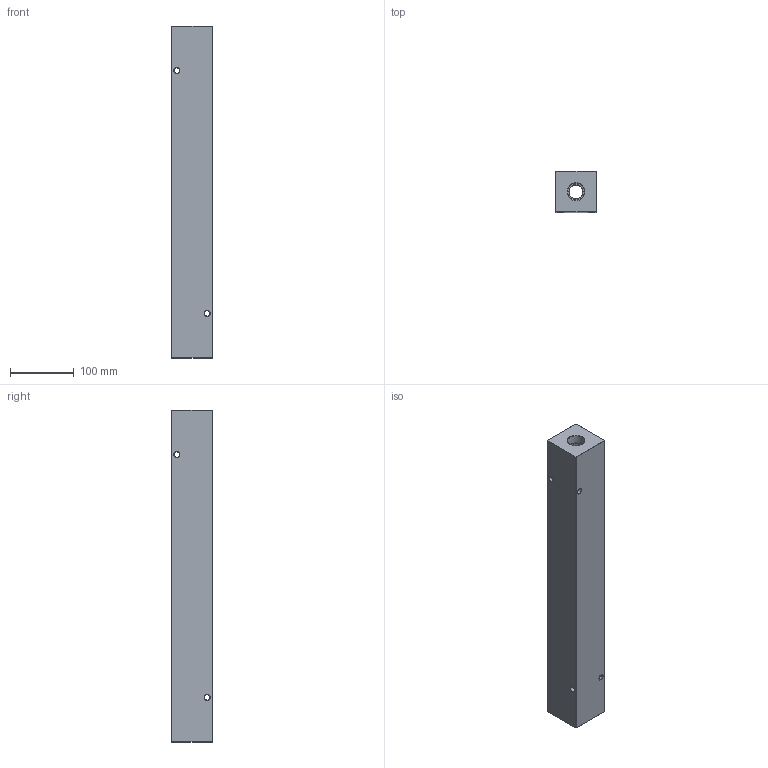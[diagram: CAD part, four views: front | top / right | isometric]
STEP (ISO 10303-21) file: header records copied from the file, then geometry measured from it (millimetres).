
FILE_DESCRIPTION (( 'STEP AP214' ), '1' );
FILE_NAME ('HM-8-0-P-12-12.STEP', '2020-02-28T20:33:03', ( '' ), ( '' ), 'SwSTEP 2.0', 'SolidWorks 2019', '' );
FILE_SCHEMA (( 'AUTOMOTIVE_DESIGN' ));
Length unit declared in the file: inch
Products named in the file (1): HM-8-0-P-12-12
Bounding box: 63.5 x 63.5 x 520.7 mm (x, y, z)
Volume: 1789918.2 mm3; surface area: 189432.6 mm2
Topology: 1 solids, 1 shells, 531 faces, 1391 edges, 906 vertices
Faces by surface type: plane 269, bspline 188, cone 40, cylinder 34
Entity records: 32898 total; most frequent: CARTESIAN_POINT 14425, ORIENTED_EDGE 2782, DIRECTION 1775, EDGE_CURVE 1391, VERTEX_POINT 906, LINE 847, VECTOR 847, EDGE_LOOP 605
